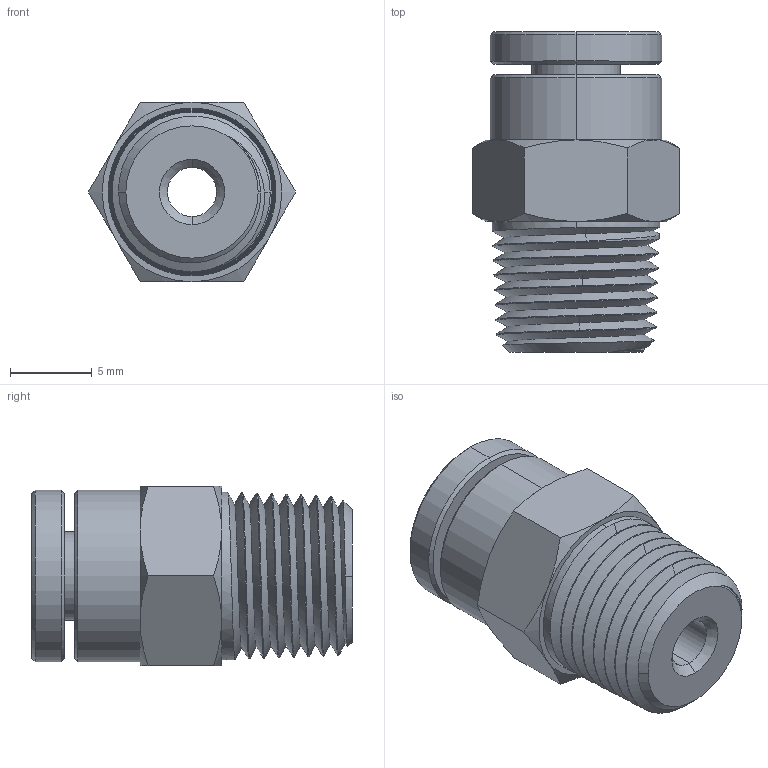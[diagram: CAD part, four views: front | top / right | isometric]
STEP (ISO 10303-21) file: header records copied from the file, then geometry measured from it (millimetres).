
FILE_DESCRIPTION (( 'STEP AP203' ), '1' );
FILE_NAME ('MCS4R1-8W.STEP', '2016-10-20T21:07:09', ( '' ), ( '' ), 'SwSTEP 2.0', 'SolidWorks 2016', '' );
FILE_SCHEMA (( 'CONFIG_CONTROL_DESIGN' ));
Products named in the file (1): MCS4R1-8W
Bounding box: 12.7 x 19.63 x 11 mm (x, y, z)
Volume: 1230.9 mm3; surface area: 2425.8 mm2
Topology: 6 solids, 6 shells, 321 faces, 863 edges, 559 vertices
Faces by surface type: cone 134, plane 103, cylinder 58, bspline 26
Entity records: 47885 total; most frequent: CARTESIAN_POINT 40280, ORIENTED_EDGE 1726, DIRECTION 1388, EDGE_CURVE 863, AXIS2_PLACEMENT_3D 573, VERTEX_POINT 559, B_SPLINE_CURVE_WITH_KNOTS 344, EDGE_LOOP 338
